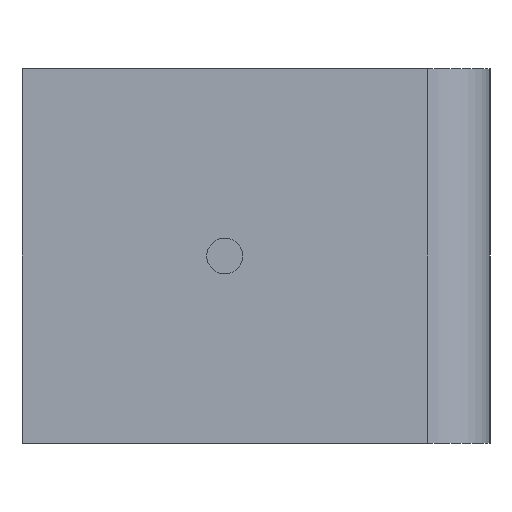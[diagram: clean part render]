
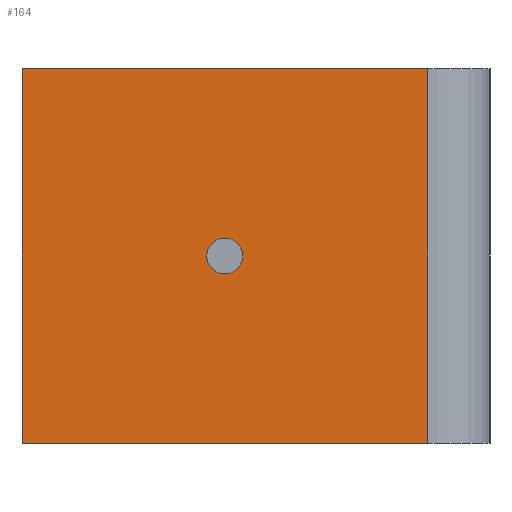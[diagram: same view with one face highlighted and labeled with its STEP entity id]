
A CAD part, left-side view. The second image highlights one B-rep face of the part: STEP entity #164.
In plain terms, the highlighted planar face has unit normal (-1, 0, 0).
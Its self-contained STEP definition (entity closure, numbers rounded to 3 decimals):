
#6 = CARTESIAN_POINT ( 'NONE',  ( -17.66, -5.16, 4.76 ) ) ;
#8 = CARTESIAN_POINT ( 'NONE',  ( -17.66, 5.16, -4.76 ) ) ;
#15 = CARTESIAN_POINT ( 'NONE',  ( -17.66, -5.16, -4.76 ) ) ;
#18 = CARTESIAN_POINT ( 'NONE',  ( -17.66, 5.16, 4.76 ) ) ;
#24 = LINE ( 'NONE', #103, #31 ) ;
#25 = VECTOR ( 'NONE', #102, 1000. ) ;
#31 = VECTOR ( 'NONE', #104, 1000. ) ;
#70 = DIRECTION ( 'NONE',  ( 1., 0., 0. ) ) ;
#73 = CARTESIAN_POINT ( 'NONE',  ( -17.66, -5.16, 4.76 ) ) ;
#75 = PLANE ( 'NONE',  #121 ) ;
#77 = DIRECTION ( 'NONE',  ( 0., 0., -1. ) ) ;
#98 = CARTESIAN_POINT ( 'NONE',  ( -17.66, -5.16, 4.76 ) ) ;
#102 = DIRECTION ( 'NONE',  ( 0., -1., 0. ) ) ;
#103 = CARTESIAN_POINT ( 'NONE',  ( -17.66, -5.16, 4.76 ) ) ;
#104 = DIRECTION ( 'NONE',  ( 0., 0., -1. ) ) ;
#105 = CARTESIAN_POINT ( 'NONE',  ( -17.66, -5.16, -4.76 ) ) ;
#113 = CARTESIAN_POINT ( 'NONE',  ( -17.66, 5.16, 4.76 ) ) ;
#114 = DIRECTION ( 'NONE',  ( 0., 0., -1. ) ) ;
#119 = CARTESIAN_POINT ( 'NONE',  ( -17.66, 0., 0.457 ) ) ;
#121 = AXIS2_PLACEMENT_3D ( 'NONE', #73, #70, #77 ) ;
#129 = AXIS2_PLACEMENT_3D ( 'NONE', #284, #285, #286 ) ;
#131 = AXIS2_PLACEMENT_3D ( 'NONE', #391, #392, #393 ) ;
#164 = ADVANCED_FACE ( 'NONE', ( #384, #379 ), #75, .F. ) ;
#210 = EDGE_CURVE ( 'NONE', #220, #322, #370, .T. ) ;
#215 = EDGE_CURVE ( 'NONE', #336, #335, #304, .T. ) ;
#216 = EDGE_CURVE ( 'NONE', #335, #328, #24, .T. ) ;
#217 = EDGE_CURVE ( 'NONE', #318, #328, #366, .T. ) ;
#218 = EDGE_CURVE ( 'NONE', #322, #220, #308, .T. ) ;
#220 = VERTEX_POINT ( 'NONE', #388 ) ;
#229 = EDGE_LOOP ( 'NONE', ( #348, #345, #330, #340 ) ) ;
#231 = EDGE_LOOP ( 'NONE', ( #346, #347 ) ) ;
#260 = LINE ( 'NONE', #113, #262 ) ;
#262 = VECTOR ( 'NONE', #114, 1000. ) ;
#284 = CARTESIAN_POINT ( 'NONE',  ( -17.66, 0., 0. ) ) ;
#285 = DIRECTION ( 'NONE',  ( 1., 0., 0. ) ) ;
#286 = DIRECTION ( 'NONE',  ( 0., 0., -1. ) ) ;
#287 = DIRECTION ( 'NONE',  ( 0., -1., 0. ) ) ;
#301 = EDGE_CURVE ( 'NONE', #336, #318, #260, .T. ) ;
#304 = LINE ( 'NONE', #98, #25 ) ;
#308 = CIRCLE ( 'NONE', #131, 0.457 ) ;
#318 = VERTEX_POINT ( 'NONE', #8 ) ;
#322 = VERTEX_POINT ( 'NONE', #119 ) ;
#328 = VERTEX_POINT ( 'NONE', #15 ) ;
#330 = ORIENTED_EDGE ( 'NONE', *, *, #215, .F. ) ;
#335 = VERTEX_POINT ( 'NONE', #6 ) ;
#336 = VERTEX_POINT ( 'NONE', #18 ) ;
#340 = ORIENTED_EDGE ( 'NONE', *, *, #301, .T. ) ;
#345 = ORIENTED_EDGE ( 'NONE', *, *, #216, .F. ) ;
#346 = ORIENTED_EDGE ( 'NONE', *, *, #210, .T. ) ;
#347 = ORIENTED_EDGE ( 'NONE', *, *, #218, .T. ) ;
#348 = ORIENTED_EDGE ( 'NONE', *, *, #217, .T. ) ;
#366 = LINE ( 'NONE', #105, #373 ) ;
#370 = CIRCLE ( 'NONE', #129, 0.457 ) ;
#373 = VECTOR ( 'NONE', #287, 1000. ) ;
#379 = FACE_OUTER_BOUND ( 'NONE', #229, .T. ) ;
#384 = FACE_BOUND ( 'NONE', #231, .T. ) ;
#388 = CARTESIAN_POINT ( 'NONE',  ( -17.66, 0., -0.457 ) ) ;
#391 = CARTESIAN_POINT ( 'NONE',  ( -17.66, 0., 0. ) ) ;
#392 = DIRECTION ( 'NONE',  ( 1., 0., 0. ) ) ;
#393 = DIRECTION ( 'NONE',  ( 0., 0., -1. ) ) ;
